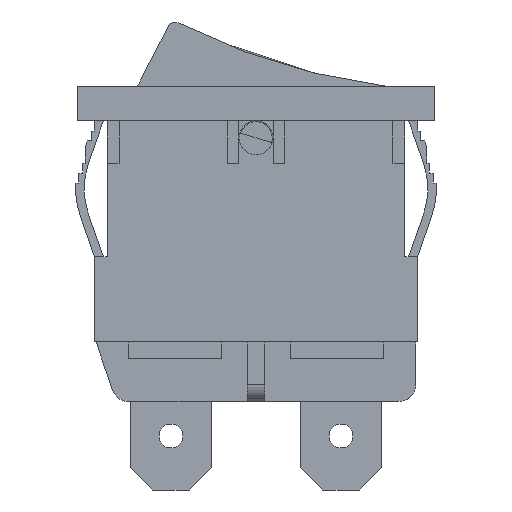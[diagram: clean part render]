
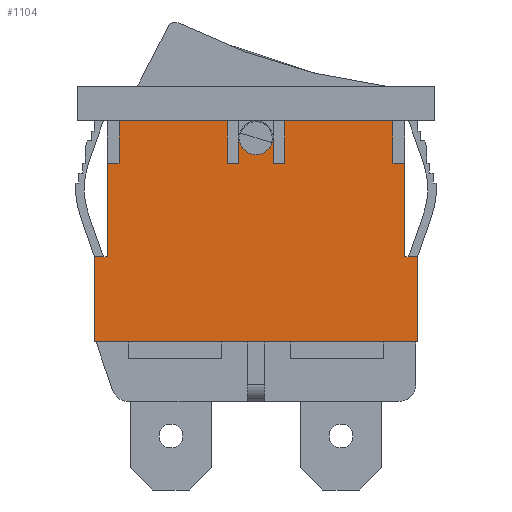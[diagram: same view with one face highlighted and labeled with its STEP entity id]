
A CAD part, front view. The second image highlights one B-rep face of the part: STEP entity #1104.
In plain terms, the highlighted planar face has unit normal (0, -1, 0).
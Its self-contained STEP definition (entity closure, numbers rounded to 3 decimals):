
#1104 = ADVANCED_FACE( '', ( #2240 ), #2241, .F. );
#2240 = FACE_OUTER_BOUND( '', #3415, .T. );
#2241 = PLANE( '', #3416 );
#3415 = EDGE_LOOP( '', ( #6880, #6881, #6882, #6883, #6884, #6885, #6886, #6887, #6888, #6889, #6890, #6891, #6892, #6893, #6894, #6895, #6896, #6897, #6898, #6899 ) );
#3416 = AXIS2_PLACEMENT_3D( '', #6900, #6901, #6902 );
#6880 = ORIENTED_EDGE( '', *, *, #8708, .F. );
#6881 = ORIENTED_EDGE( '', *, *, #7535, .F. );
#6882 = ORIENTED_EDGE( '', *, *, #7988, .T. );
#6883 = ORIENTED_EDGE( '', *, *, #8482, .T. );
#6884 = ORIENTED_EDGE( '', *, *, #7617, .T. );
#6885 = ORIENTED_EDGE( '', *, *, #8354, .T. );
#6886 = ORIENTED_EDGE( '', *, *, #8196, .F. );
#6887 = ORIENTED_EDGE( '', *, *, #8560, .F. );
#6888 = ORIENTED_EDGE( '', *, *, #7688, .F. );
#6889 = ORIENTED_EDGE( '', *, *, #7526, .F. );
#6890 = ORIENTED_EDGE( '', *, *, #8011, .T. );
#6891 = ORIENTED_EDGE( '', *, *, #8456, .T. );
#6892 = ORIENTED_EDGE( '', *, *, #7415, .T. );
#6893 = ORIENTED_EDGE( '', *, *, #7560, .T. );
#6894 = ORIENTED_EDGE( '', *, *, #8682, .T. );
#6895 = ORIENTED_EDGE( '', *, *, #8747, .T. );
#6896 = ORIENTED_EDGE( '', *, *, #8722, .F. );
#6897 = ORIENTED_EDGE( '', *, *, #8748, .F. );
#6898 = ORIENTED_EDGE( '', *, *, #8221, .F. );
#6899 = ORIENTED_EDGE( '', *, *, #8488, .F. );
#6900 = CARTESIAN_POINT( '', ( -9.5, -6.35, 13. ) );
#6901 = DIRECTION( '', ( 0., 1., 0. ) );
#6902 = DIRECTION( '', ( 0., 0., 1. ) );
#7415 = EDGE_CURVE( '', #8819, #8817, #8820, .T. );
#7526 = EDGE_CURVE( '', #9033, #9035, #9036, .T. );
#7535 = EDGE_CURVE( '', #9051, #9053, #9054, .T. );
#7560 = EDGE_CURVE( '', #8817, #9095, #9097, .T. );
#7617 = EDGE_CURVE( '', #9201, #9202, #9203, .T. );
#7688 = EDGE_CURVE( '', #9035, #9325, #9326, .T. );
#7988 = EDGE_CURVE( '', #9051, #9813, #9814, .T. );
#8011 = EDGE_CURVE( '', #9033, #9848, #9849, .T. );
#8196 = EDGE_CURVE( '', #10141, #10142, #10143, .T. );
#8221 = EDGE_CURVE( '', #10181, #10183, #10184, .T. );
#8354 = EDGE_CURVE( '', #9202, #10142, #10356, .T. );
#8456 = EDGE_CURVE( '', #9848, #8819, #10485, .T. );
#8482 = EDGE_CURVE( '', #9813, #9201, #10517, .T. );
#8488 = EDGE_CURVE( '', #10524, #10181, #10525, .T. );
#8560 = EDGE_CURVE( '', #9325, #10141, #10613, .T. );
#8682 = EDGE_CURVE( '', #9095, #10754, #10756, .T. );
#8708 = EDGE_CURVE( '', #9053, #10524, #10784, .T. );
#8722 = EDGE_CURVE( '', #10798, #10795, #10800, .T. );
#8747 = EDGE_CURVE( '', #10754, #10795, #10828, .T. );
#8748 = EDGE_CURVE( '', #10183, #10798, #10829, .T. );
#8817 = VERTEX_POINT( '', #10903 );
#8819 = VERTEX_POINT( '', #10906 );
#8820 = LINE( '', #10907, #10908 );
#9033 = VERTEX_POINT( '', #11448 );
#9035 = VERTEX_POINT( '', #11451 );
#9036 = LINE( '', #11452, #11453 );
#9051 = VERTEX_POINT( '', #11475 );
#9053 = VERTEX_POINT( '', #11478 );
#9054 = LINE( '', #11479, #11480 );
#9095 = VERTEX_POINT( '', #11539 );
#9097 = LINE( '', #11542, #11543 );
#9201 = VERTEX_POINT( '', #11697 );
#9202 = VERTEX_POINT( '', #11698 );
#9203 = LINE( '', #11699, #11700 );
#9325 = VERTEX_POINT( '', #11907 );
#9326 = LINE( '', #11908, #11909 );
#9813 = VERTEX_POINT( '', #12762 );
#9814 = LINE( '', #12763, #12764 );
#9848 = VERTEX_POINT( '', #12814 );
#9849 = LINE( '', #12815, #12816 );
#10141 = VERTEX_POINT( '', #13331 );
#10142 = VERTEX_POINT( '', #13332 );
#10143 = LINE( '', #13333, #13334 );
#10181 = VERTEX_POINT( '', #13390 );
#10183 = VERTEX_POINT( '', #13393 );
#10184 = LINE( '', #13394, #13395 );
#10356 = CIRCLE( '', #13727, 1. );
#10485 = LINE( '', #13973, #13974 );
#10517 = LINE( '', #14089, #14090 );
#10524 = VERTEX_POINT( '', #14099 );
#10525 = LINE( '', #14100, #14101 );
#10613 = LINE( '', #14237, #14238 );
#10754 = VERTEX_POINT( '', #14489 );
#10756 = LINE( '', #14492, #14493 );
#10784 = LINE( '', #14530, #14531 );
#10795 = VERTEX_POINT( '', #14547 );
#10798 = VERTEX_POINT( '', #14552 );
#10800 = LINE( '', #14555, #14556 );
#10828 = LINE( '', #14591, #14592 );
#10829 = LINE( '', #14593, #14594 );
#10903 = CARTESIAN_POINT( '', ( -8.75, -6.35, 5. ) );
#10906 = CARTESIAN_POINT( '', ( -8.75, -6.35, 10.5 ) );
#10907 = CARTESIAN_POINT( '', ( -8.75, -6.35, 13. ) );
#10908 = VECTOR( '', #14670, 1000. );
#11448 = CARTESIAN_POINT( '', ( -8.05, -6.35, 13. ) );
#11451 = CARTESIAN_POINT( '', ( -1.7, -6.35, 13. ) );
#11452 = CARTESIAN_POINT( '', ( -9.5, -6.35, 13. ) );
#11453 = VECTOR( '', #14719, 1000. );
#11475 = CARTESIAN_POINT( '', ( 1.7, -6.35, 13. ) );
#11478 = CARTESIAN_POINT( '', ( 8.05, -6.35, 13. ) );
#11479 = CARTESIAN_POINT( '', ( -9.5, -6.35, 13. ) );
#11480 = VECTOR( '', #14728, 1000. );
#11539 = CARTESIAN_POINT( '', ( -9.5, -6.35, 5. ) );
#11542 = CARTESIAN_POINT( '', ( -9.5, -6.35, 5. ) );
#11543 = VECTOR( '', #14748, 1000. );
#11697 = CARTESIAN_POINT( '', ( 1., -6.35, 10.5 ) );
#11698 = CARTESIAN_POINT( '', ( 1., -6.35, 12. ) );
#11699 = CARTESIAN_POINT( '', ( 1., -6.35, 10.5 ) );
#11700 = VECTOR( '', #14804, 1000. );
#11907 = CARTESIAN_POINT( '', ( -1.7, -6.35, 10.5 ) );
#11908 = CARTESIAN_POINT( '', ( -1.7, -6.35, 13. ) );
#11909 = VECTOR( '', #14851, 1000. );
#12762 = CARTESIAN_POINT( '', ( 1.7, -6.35, 10.5 ) );
#12763 = CARTESIAN_POINT( '', ( 1.7, -6.35, 13. ) );
#12764 = VECTOR( '', #15109, 1000. );
#12814 = CARTESIAN_POINT( '', ( -8.05, -6.35, 10.5 ) );
#12815 = CARTESIAN_POINT( '', ( -8.05, -6.35, 13. ) );
#12816 = VECTOR( '', #15126, 1000. );
#13331 = CARTESIAN_POINT( '', ( -1., -6.35, 10.5 ) );
#13332 = CARTESIAN_POINT( '', ( -1., -6.35, 12. ) );
#13333 = CARTESIAN_POINT( '', ( -1., -6.35, 10.5 ) );
#13334 = VECTOR( '', #15318, 1000. );
#13390 = CARTESIAN_POINT( '', ( 8.75, -6.35, 10.5 ) );
#13393 = CARTESIAN_POINT( '', ( 8.75, -6.35, 5. ) );
#13394 = CARTESIAN_POINT( '', ( 8.75, -6.35, 13. ) );
#13395 = VECTOR( '', #15338, 1000. );
#13727 = AXIS2_PLACEMENT_3D( '', #15437, #15438, #15439 );
#13973 = CARTESIAN_POINT( '', ( -8.05, -6.35, 10.5 ) );
#13974 = VECTOR( '', #15512, 1000. );
#14089 = CARTESIAN_POINT( '', ( 1.7, -6.35, 10.5 ) );
#14090 = VECTOR( '', #15524, 1000. );
#14099 = CARTESIAN_POINT( '', ( 8.05, -6.35, 10.5 ) );
#14100 = CARTESIAN_POINT( '', ( 8.05, -6.35, 10.5 ) );
#14101 = VECTOR( '', #15527, 1000. );
#14237 = CARTESIAN_POINT( '', ( -1.7, -6.35, 10.5 ) );
#14238 = VECTOR( '', #15582, 1000. );
#14489 = CARTESIAN_POINT( '', ( -9.5, -6.35, 0. ) );
#14492 = CARTESIAN_POINT( '', ( -9.5, -6.35, 13. ) );
#14493 = VECTOR( '', #15652, 1000. );
#14530 = CARTESIAN_POINT( '', ( 8.05, -6.35, 13. ) );
#14531 = VECTOR( '', #15661, 1000. );
#14547 = CARTESIAN_POINT( '', ( 9.5, -6.35, 0. ) );
#14552 = CARTESIAN_POINT( '', ( 9.5, -6.35, 5. ) );
#14555 = CARTESIAN_POINT( '', ( 9.5, -6.35, 13. ) );
#14556 = VECTOR( '', #15670, 1000. );
#14591 = CARTESIAN_POINT( '', ( -9.5, -6.35, 0. ) );
#14592 = VECTOR( '', #15687, 1000. );
#14593 = CARTESIAN_POINT( '', ( -9.5, -6.35, 5. ) );
#14594 = VECTOR( '', #15688, 1000. );
#14670 = DIRECTION( '', ( 0., 0., -1. ) );
#14719 = DIRECTION( '', ( 1., 0., 0. ) );
#14728 = DIRECTION( '', ( 1., 0., 0. ) );
#14748 = DIRECTION( '', ( -1., 0., 0. ) );
#14804 = DIRECTION( '', ( 0., 0., 1. ) );
#14851 = DIRECTION( '', ( 0., 0., -1. ) );
#15109 = DIRECTION( '', ( 0., 0., -1. ) );
#15126 = DIRECTION( '', ( 0., 0., -1. ) );
#15318 = DIRECTION( '', ( 0., 0., 1. ) );
#15338 = DIRECTION( '', ( 0., 0., -1. ) );
#15437 = CARTESIAN_POINT( '', ( 0., -6.35, 12. ) );
#15438 = DIRECTION( '', ( 0., 1., 0. ) );
#15439 = DIRECTION( '', ( 0., 0., 1. ) );
#15512 = DIRECTION( '', ( -1., 0., 0. ) );
#15524 = DIRECTION( '', ( -1., 0., 0. ) );
#15527 = DIRECTION( '', ( 1., 0., 0. ) );
#15582 = DIRECTION( '', ( 1., 0., 0. ) );
#15652 = DIRECTION( '', ( 0., 0., -1. ) );
#15661 = DIRECTION( '', ( 0., 0., -1. ) );
#15670 = DIRECTION( '', ( 0., 0., -1. ) );
#15687 = DIRECTION( '', ( 1., 0., 0. ) );
#15688 = DIRECTION( '', ( 1., 0., 0. ) );
